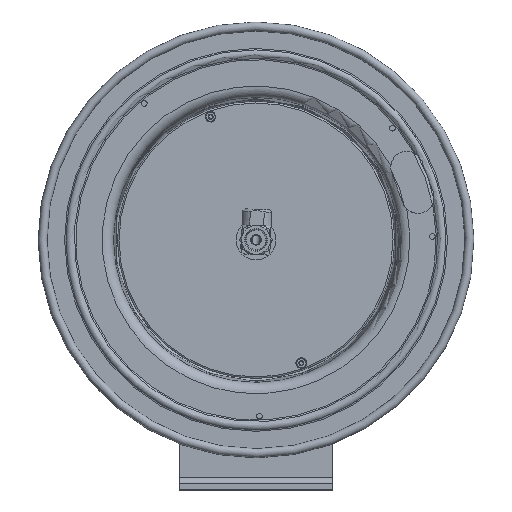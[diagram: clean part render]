
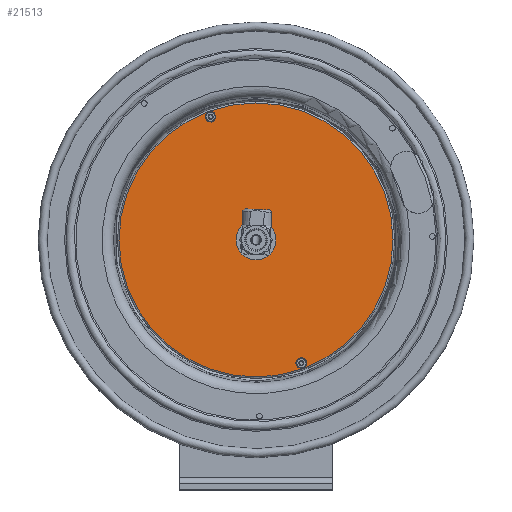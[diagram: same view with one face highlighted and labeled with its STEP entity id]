
A CAD part, top view. The second image highlights one B-rep face of the part: STEP entity #21513.
In plain terms, the highlighted planar face has unit normal (0, 0, 1).
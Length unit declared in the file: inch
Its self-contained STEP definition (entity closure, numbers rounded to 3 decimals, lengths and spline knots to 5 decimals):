
#974=FACE_BOUND('',#2892,.T.);
#975=FACE_BOUND('',#2893,.T.);
#976=FACE_BOUND('',#2894,.T.);
#1425=CIRCLE('',#22686,5.345);
#1426=CIRCLE('',#22687,5.345);
#1430=CIRCLE('',#22692,0.1);
#1431=CIRCLE('',#22693,0.1);
#1432=CIRCLE('',#22694,0.65);
#2140=FACE_OUTER_BOUND('',#2891,.T.);
#2891=EDGE_LOOP('',(#16551,#16552));
#2892=EDGE_LOOP('',(#16553));
#2893=EDGE_LOOP('',(#16554));
#2894=EDGE_LOOP('',(#16555));
#8898=VERTEX_POINT('',#30647);
#8899=VERTEX_POINT('',#30648);
#8902=VERTEX_POINT('',#30657);
#8903=VERTEX_POINT('',#30659);
#8904=VERTEX_POINT('',#30661);
#12188=EDGE_CURVE('',#8898,#8899,#1425,.T.);
#12189=EDGE_CURVE('',#8899,#8898,#1426,.T.);
#12193=EDGE_CURVE('',#8902,#8902,#1430,.T.);
#12194=EDGE_CURVE('',#8903,#8903,#1431,.T.);
#12195=EDGE_CURVE('',#8904,#8904,#1432,.T.);
#16551=ORIENTED_EDGE('',*,*,#12188,.T.);
#16552=ORIENTED_EDGE('',*,*,#12189,.T.);
#16553=ORIENTED_EDGE('',*,*,#12193,.T.);
#16554=ORIENTED_EDGE('',*,*,#12194,.T.);
#16555=ORIENTED_EDGE('',*,*,#12195,.T.);
#20282=PLANE('',#22691);
#21513=ADVANCED_FACE('',(#2140,#974,#975,#976),#20282,.T.);
#22686=AXIS2_PLACEMENT_3D('',#30649,#25021,#25022);
#22687=AXIS2_PLACEMENT_3D('',#30650,#25023,#25024);
#22691=AXIS2_PLACEMENT_3D('',#30656,#25031,#25032);
#22692=AXIS2_PLACEMENT_3D('',#30658,#25033,#25034);
#22693=AXIS2_PLACEMENT_3D('',#30660,#25035,#25036);
#22694=AXIS2_PLACEMENT_3D('',#30662,#25037,#25038);
#25021=DIRECTION('center_axis',(0.,0.,
1.));
#25022=DIRECTION('ref_axis',(-0.938,-0.346,0.));
#25023=DIRECTION('center_axis',(0.,0.,
1.));
#25024=DIRECTION('ref_axis',(-0.938,-0.346,0.));
#25031=DIRECTION('center_axis',(0.,0.,
1.));
#25032=DIRECTION('ref_axis',(-0.346,0.938,0.));
#25033=DIRECTION('center_axis',(0.,0.,
-1.));
#25034=DIRECTION('ref_axis',(-0.938,-0.346,0.));
#25035=DIRECTION('center_axis',(0.,0.,
-1.));
#25036=DIRECTION('ref_axis',(-0.938,-0.346,0.));
#25037=DIRECTION('center_axis',(0.,0.,
-1.));
#25038=DIRECTION('ref_axis',(0.938,0.346,0.));
#30647=CARTESIAN_POINT('',(-5.04637,-1.39071,2.66747));
#30648=CARTESIAN_POINT('',(1.81624,-4.55973,2.66747));
#30649=CARTESIAN_POINT('Origin',(-0.03055,0.45608,
2.66747));
#30650=CARTESIAN_POINT('Origin',(-0.03055,0.45608,
2.66747));
#30656=CARTESIAN_POINT('Origin',(-2.53846,-0.46731,2.66747));
#30657=CARTESIAN_POINT('',(-1.89517,5.23089,2.66747));
#30658=CARTESIAN_POINT('Origin',(-1.80133,5.26544,2.66747));
#30659=CARTESIAN_POINT('',(1.64638,-4.38784,2.66747));
#30660=CARTESIAN_POINT('Origin',(1.74022,-4.35328,2.66747));
#30661=CARTESIAN_POINT('',(-0.64052,0.23149,2.66747));
#30662=CARTESIAN_POINT('Origin',(-0.03055,0.45608,
2.66747));
